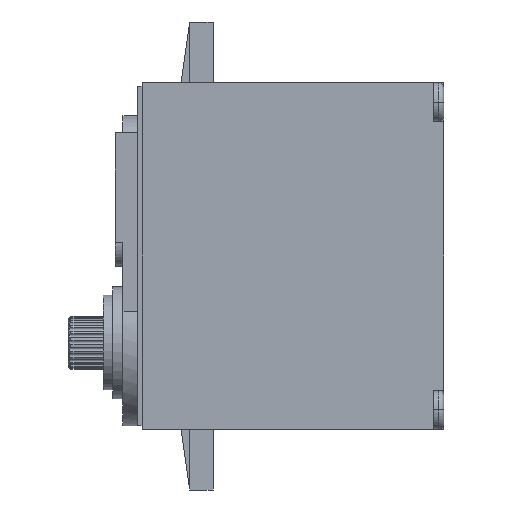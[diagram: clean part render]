
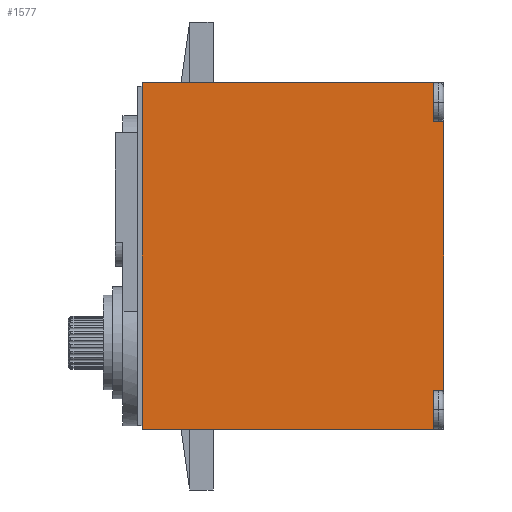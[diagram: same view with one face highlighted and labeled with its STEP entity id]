
A CAD part, left-side view. The second image highlights one B-rep face of the part: STEP entity #1577.
In plain terms, the highlighted planar face has unit normal (-1, 0, 0).
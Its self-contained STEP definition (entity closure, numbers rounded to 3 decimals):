
#259=DIRECTION('',(0.,0.,1.));
#260=VECTOR('',#259,40.);
#261=CARTESIAN_POINT('',(-10.,34.8,-20.));
#262=LINE('',#261,#260);
#263=DIRECTION('',(0.,0.,1.));
#264=VECTOR('',#263,4.5);
#265=CARTESIAN_POINT('',(-10.,1.2,15.5));
#266=LINE('',#265,#264);
#267=DIRECTION('',(0.,1.,0.));
#268=VECTOR('',#267,1.2);
#269=CARTESIAN_POINT('',(-10.,0.,15.5));
#270=LINE('',#269,#268);
#271=DIRECTION('',(0.,1.,0.));
#272=VECTOR('',#271,1.2);
#273=CARTESIAN_POINT('',(-10.,0.,-15.5));
#274=LINE('',#273,#272);
#275=DIRECTION('',(0.,0.,1.));
#276=VECTOR('',#275,4.5);
#277=CARTESIAN_POINT('',(-10.,1.2,-20.));
#278=LINE('',#277,#276);
#279=DIRECTION('',(0.,1.,0.));
#280=VECTOR('',#279,33.6);
#281=CARTESIAN_POINT('',(-10.,1.2,-20.));
#282=LINE('',#281,#280);
#335=DIRECTION('',(0.,1.,0.));
#336=VECTOR('',#335,33.6);
#337=CARTESIAN_POINT('',(-10.,1.2,20.));
#338=LINE('',#337,#336);
#767=DIRECTION('',(0.,0.,1.));
#768=VECTOR('',#767,31.);
#769=CARTESIAN_POINT('',(-10.,0.,-15.5));
#770=LINE('',#769,#768);
#1019=CARTESIAN_POINT('',(-10.,0.,-15.5));
#1021=VERTEX_POINT('',#1019);
#1041=CARTESIAN_POINT('',(-10.,0.,15.5));
#1042=VERTEX_POINT('',#1041);
#1051=CARTESIAN_POINT('',(-10.,1.2,-20.));
#1052=CARTESIAN_POINT('',(-10.,1.2,-15.5));
#1053=VERTEX_POINT('',#1051);
#1054=VERTEX_POINT('',#1052);
#1055=CARTESIAN_POINT('',(-10.,1.2,15.5));
#1056=CARTESIAN_POINT('',(-10.,1.2,20.));
#1057=VERTEX_POINT('',#1055);
#1058=VERTEX_POINT('',#1056);
#1087=CARTESIAN_POINT('',(-10.,34.8,-20.));
#1088=CARTESIAN_POINT('',(-10.,34.8,20.));
#1089=VERTEX_POINT('',#1087);
#1090=VERTEX_POINT('',#1088);
#1555=CARTESIAN_POINT('',(-10.,0.,-20.));
#1556=DIRECTION('',(-1.,0.,0.));
#1557=DIRECTION('',(0.,0.,1.));
#1558=AXIS2_PLACEMENT_3D('',#1555,#1556,#1557);
#1559=PLANE('',#1558);
#1560=ORIENTED_EDGE('',*,*,#1538,.T.);
#1562=ORIENTED_EDGE('',*,*,#1561,.F.);
#1564=ORIENTED_EDGE('',*,*,#1563,.F.);
#1566=ORIENTED_EDGE('',*,*,#1565,.F.);
#1568=ORIENTED_EDGE('',*,*,#1567,.F.);
#1570=ORIENTED_EDGE('',*,*,#1569,.T.);
#1572=ORIENTED_EDGE('',*,*,#1571,.F.);
#1574=ORIENTED_EDGE('',*,*,#1573,.T.);
#1575=EDGE_LOOP('',(#1560,#1562,#1564,#1566,#1568,#1570,#1572,#1574));
#1576=FACE_OUTER_BOUND('',#1575,.F.);
#1577=ADVANCED_FACE('',(#1576),#1559,.T.);
#1538=EDGE_CURVE('',#1089,#1090,#262,.T.);
#1561=EDGE_CURVE('',#1058,#1090,#338,.T.);
#1563=EDGE_CURVE('',#1057,#1058,#266,.T.);
#1565=EDGE_CURVE('',#1042,#1057,#270,.T.);
#1567=EDGE_CURVE('',#1021,#1042,#770,.T.);
#1569=EDGE_CURVE('',#1021,#1054,#274,.T.);
#1571=EDGE_CURVE('',#1053,#1054,#278,.T.);
#1573=EDGE_CURVE('',#1053,#1089,#282,.T.);
